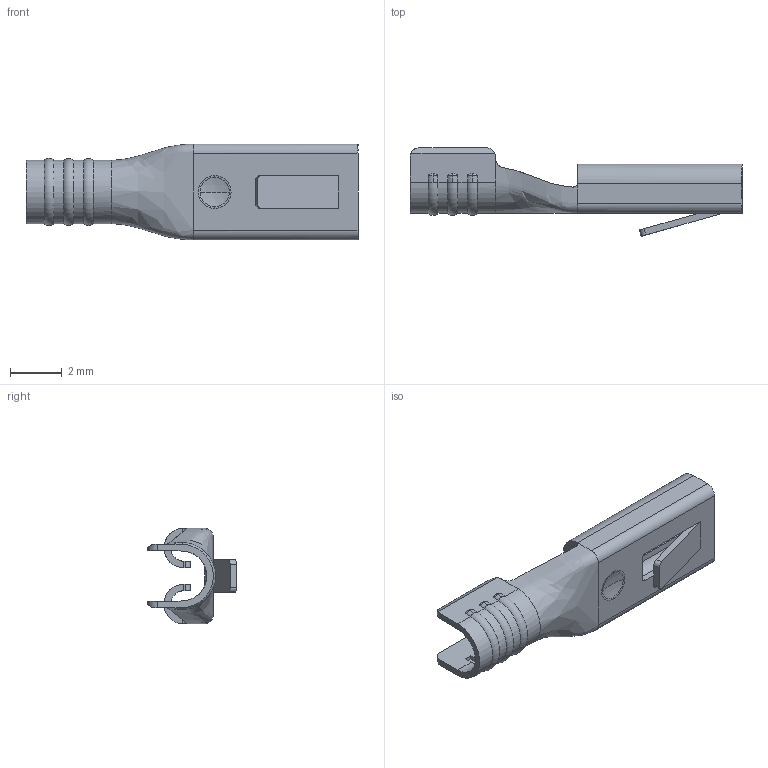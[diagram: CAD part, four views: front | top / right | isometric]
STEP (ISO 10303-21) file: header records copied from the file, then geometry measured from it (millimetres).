
FILE_DESCRIPTION (( 'STEP AP203' ), '1' );
FILE_NAME ('07141.STEP', '2015-01-28T20:05:54', ( '' ), ( '' ), 'SwSTEP 2.0', 'SolidWorks 2014', '' );
FILE_SCHEMA (( 'CONFIG_CONTROL_DESIGN' ));
Length unit declared in the file: inch
Products named in the file (1): 07141
Bounding box: 12.83 x 3.43 x 3.71 mm (x, y, z)
Volume: 24 mm3; surface area: 211.6 mm2
Topology: 1 solids, 1 shells, 148 faces, 377 edges, 233 vertices
Faces by surface type: plane 68, cylinder 43, torus 17, bspline 10, cone 6, sphere 4
Entity records: 5070 total; most frequent: CARTESIAN_POINT 1494, ORIENTED_EDGE 754, DIRECTION 704, EDGE_CURVE 377, AXIS2_PLACEMENT_3D 248, VERTEX_POINT 233, LINE 208, VECTOR 208
